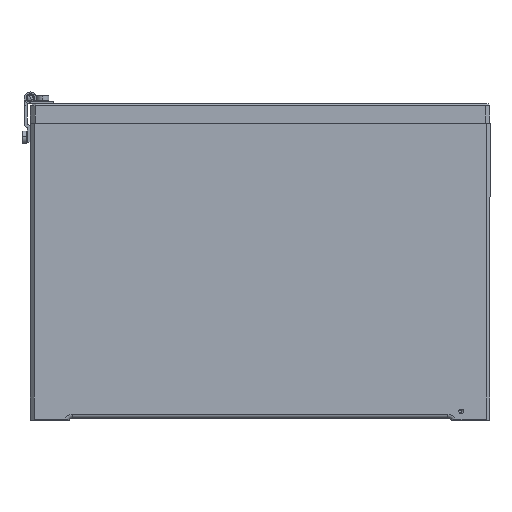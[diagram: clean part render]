
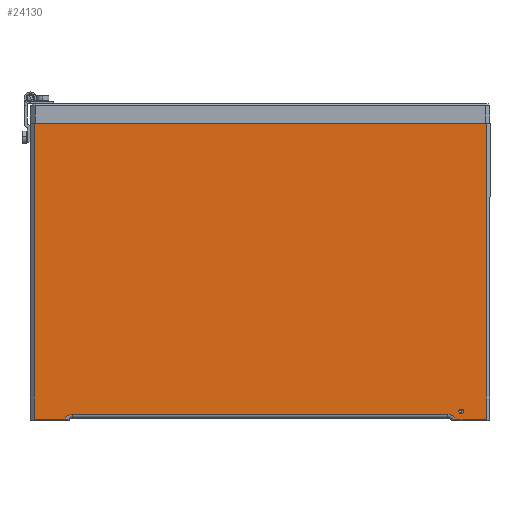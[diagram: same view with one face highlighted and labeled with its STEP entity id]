
A CAD part, front view. The second image highlights one B-rep face of the part: STEP entity #24130.
In plain terms, the highlighted planar face has unit normal (0, -1, 0).
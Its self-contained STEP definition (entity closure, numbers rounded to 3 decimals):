
#47 = EDGE_CURVE ( 'NONE', #30169, #30593, #15361, .T. ) ;
#192 = ORIENTED_EDGE ( 'NONE', *, *, #47, .T. ) ;
#2701 = PLANE ( 'NONE',  #60817 ) ;
#3458 = DIRECTION ( 'NONE',  ( 0., -1., 0. ) ) ;
#5305 = DIRECTION ( 'NONE',  ( 1., 0., 0. ) ) ;
#5535 = DIRECTION ( 'NONE',  ( 0., -1., 0. ) ) ;
#6185 = EDGE_LOOP ( 'NONE', ( #34714, #40151, #192, #54221, #28794, #39932, #22837, #12698 ) ) ;
#6387 = VECTOR ( 'NONE', #46799, 1000. ) ;
#6406 = CARTESIAN_POINT ( 'NONE',  ( 196., -240., -4. ) ) ;
#7404 = LINE ( 'NONE', #12729, #45637 ) ;
#7611 = VERTEX_POINT ( 'NONE', #48405 ) ;
#7693 = CARTESIAN_POINT ( 'NONE',  ( -240., -240., 310.5 ) ) ;
#7720 = AXIS2_PLACEMENT_3D ( 'NONE', #35430, #5535, #40452 ) ;
#8556 = CIRCLE ( 'NONE', #58025, 2.5 ) ;
#8949 = DIRECTION ( 'NONE',  ( 1., 0., 0. ) ) ;
#9118 = FACE_OUTER_BOUND ( 'NONE', #6185, .T. ) ;
#9142 = CIRCLE ( 'NONE', #7720, 8. ) ;
#9723 = LINE ( 'NONE', #52101, #21430 ) ;
#9791 = EDGE_CURVE ( 'NONE', #23414, #7611, #12015, .T. ) ;
#10257 = VERTEX_POINT ( 'NONE', #54138 ) ;
#10349 = CARTESIAN_POINT ( 'NONE',  ( -240., -240., 308. ) ) ;
#10872 = VERTEX_POINT ( 'NONE', #37322 ) ;
#11449 = DIRECTION ( 'NONE',  ( 0., 0., 1. ) ) ;
#12015 = LINE ( 'NONE', #10349, #50210 ) ;
#12698 = ORIENTED_EDGE ( 'NONE', *, *, #57976, .T. ) ;
#12729 = CARTESIAN_POINT ( 'NONE',  ( 236., -240., -1. ) ) ;
#13741 = EDGE_CURVE ( 'NONE', #51794, #36613, #34488, .T. ) ;
#15361 = LINE ( 'NONE', #38806, #27099 ) ;
#15511 = ORIENTED_EDGE ( 'NONE', *, *, #49961, .F. ) ;
#15724 = CARTESIAN_POINT ( 'NONE',  ( 210., -240., 7. ) ) ;
#16738 = CARTESIAN_POINT ( 'NONE',  ( -240., -240., 4. ) ) ;
#18134 = VERTEX_POINT ( 'NONE', #59906 ) ;
#20648 = EDGE_CURVE ( 'NONE', #31177, #10257, #7404, .T. ) ;
#20742 = DIRECTION ( 'NONE',  ( 0., 0., -1. ) ) ;
#21430 = VECTOR ( 'NONE', #57074, 1000. ) ;
#22357 = FACE_BOUND ( 'NONE', #38767, .T. ) ;
#22612 = AXIS2_PLACEMENT_3D ( 'NONE', #6406, #41297, #11449 ) ;
#22837 = ORIENTED_EDGE ( 'NONE', *, *, #20648, .T. ) ;
#23414 = VERTEX_POINT ( 'NONE', #26889 ) ;
#24130 = ADVANCED_FACE ( 'NONE', ( #22357, #9118 ), #2701, .F. ) ;
#25934 = CIRCLE ( 'NONE', #62671, 2.5 ) ;
#26817 = CARTESIAN_POINT ( 'NONE',  ( -236., -240., 310.5 ) ) ;
#26889 = CARTESIAN_POINT ( 'NONE',  ( -236., -240., 308. ) ) ;
#27099 = VECTOR ( 'NONE', #8949, 1000. ) ;
#27791 = DIRECTION ( 'NONE',  ( 1., 0., 0. ) ) ;
#27804 = DIRECTION ( 'NONE',  ( 0., 0., 1. ) ) ;
#28794 = ORIENTED_EDGE ( 'NONE', *, *, #13741, .T. ) ;
#29292 = VECTOR ( 'NONE', #31800, 1000. ) ;
#30169 = VERTEX_POINT ( 'NONE', #34934 ) ;
#30593 = VERTEX_POINT ( 'NONE', #55793 ) ;
#31177 = VERTEX_POINT ( 'NONE', #56132 ) ;
#31800 = DIRECTION ( 'NONE',  ( 0., 0., -1. ) ) ;
#32150 = EDGE_CURVE ( 'NONE', #23414, #30169, #57338, .T. ) ;
#33332 = CARTESIAN_POINT ( 'NONE',  ( 210., -240., 7. ) ) ;
#34488 = LINE ( 'NONE', #16738, #6387 ) ;
#34714 = ORIENTED_EDGE ( 'NONE', *, *, #9791, .F. ) ;
#34934 = CARTESIAN_POINT ( 'NONE',  ( -236., -240., -1. ) ) ;
#35430 = CARTESIAN_POINT ( 'NONE',  ( -196., -240., -4. ) ) ;
#36613 = VERTEX_POINT ( 'NONE', #61825 ) ;
#37322 = CARTESIAN_POINT ( 'NONE',  ( 210., -240., 9.5 ) ) ;
#38348 = DIRECTION ( 'NONE',  ( 0., 0., -1. ) ) ;
#38767 = EDGE_LOOP ( 'NONE', ( #15511, #46372 ) ) ;
#38806 = CARTESIAN_POINT ( 'NONE',  ( -204., -240., -1. ) ) ;
#39190 = CARTESIAN_POINT ( 'NONE',  ( -196., -240., 4. ) ) ;
#39877 = EDGE_CURVE ( 'NONE', #51794, #30593, #9142, .T. ) ;
#39932 = ORIENTED_EDGE ( 'NONE', *, *, #45479, .F. ) ;
#40151 = ORIENTED_EDGE ( 'NONE', *, *, #32150, .T. ) ;
#40452 = DIRECTION ( 'NONE',  ( 0., 0., 1. ) ) ;
#41297 = DIRECTION ( 'NONE',  ( 0., -1., 0. ) ) ;
#45479 = EDGE_CURVE ( 'NONE', #31177, #36613, #47220, .T. ) ;
#45637 = VECTOR ( 'NONE', #27791, 1000. ) ;
#46372 = ORIENTED_EDGE ( 'NONE', *, *, #51731, .F. ) ;
#46799 = DIRECTION ( 'NONE',  ( 1., 0., 0. ) ) ;
#47220 = CIRCLE ( 'NONE', #22612, 8. ) ;
#48405 = CARTESIAN_POINT ( 'NONE',  ( 236., -240., 308. ) ) ;
#49961 = EDGE_CURVE ( 'NONE', #18134, #10872, #8556, .T. ) ;
#50210 = VECTOR ( 'NONE', #5305, 1000. ) ;
#50616 = DIRECTION ( 'NONE',  ( 0., -1., 0. ) ) ;
#51731 = EDGE_CURVE ( 'NONE', #10872, #18134, #25934, .T. ) ;
#51794 = VERTEX_POINT ( 'NONE', #39190 ) ;
#52101 = CARTESIAN_POINT ( 'NONE',  ( 236., -240., 310.5 ) ) ;
#54138 = CARTESIAN_POINT ( 'NONE',  ( 236., -240., -1. ) ) ;
#54221 = ORIENTED_EDGE ( 'NONE', *, *, #39877, .F. ) ;
#55793 = CARTESIAN_POINT ( 'NONE',  ( -203.416, -240., -1. ) ) ;
#56132 = CARTESIAN_POINT ( 'NONE',  ( 203.416, -240., -1. ) ) ;
#57074 = DIRECTION ( 'NONE',  ( 0., 0., 1. ) ) ;
#57338 = LINE ( 'NONE', #26817, #29292 ) ;
#57606 = DIRECTION ( 'NONE',  ( 0., 1., 0. ) ) ;
#57976 = EDGE_CURVE ( 'NONE', #10257, #7611, #9723, .T. ) ;
#58025 = AXIS2_PLACEMENT_3D ( 'NONE', #15724, #50616, #20742 ) ;
#59906 = CARTESIAN_POINT ( 'NONE',  ( 210., -240., 4.5 ) ) ;
#60817 = AXIS2_PLACEMENT_3D ( 'NONE', #7693, #57606, #27804 ) ;
#61825 = CARTESIAN_POINT ( 'NONE',  ( 196., -240., 4. ) ) ;
#62671 = AXIS2_PLACEMENT_3D ( 'NONE', #33332, #3458, #38348 ) ;
